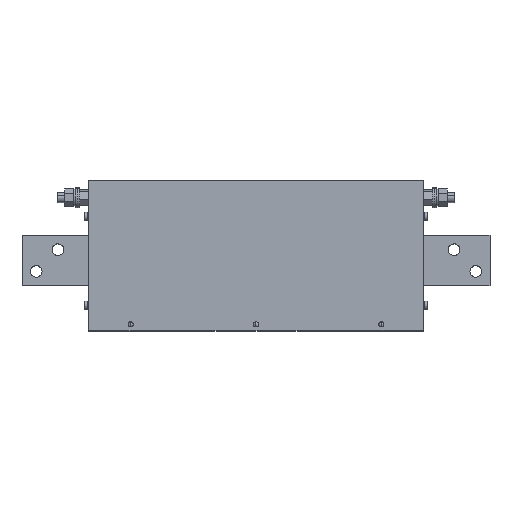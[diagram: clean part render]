
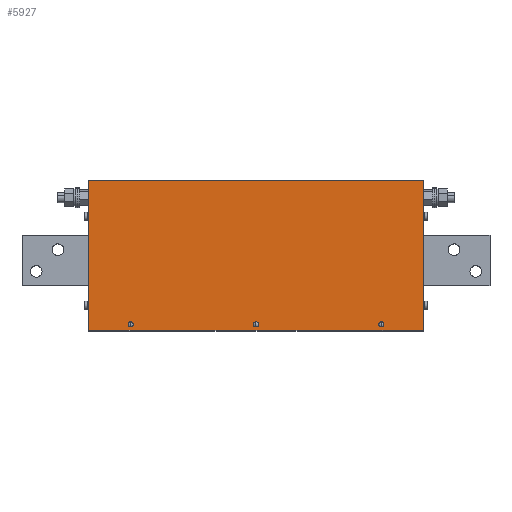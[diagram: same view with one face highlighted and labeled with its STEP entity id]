
A CAD part, top view. The second image highlights one B-rep face of the part: STEP entity #5927.
In plain terms, the highlighted planar face has unit normal (0, 0, 1).
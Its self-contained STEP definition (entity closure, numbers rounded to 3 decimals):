
#11 = CARTESIAN_POINT ( 'NONE',  ( 200., 90., 125. ) ) ;
#25 = CARTESIAN_POINT ( 'NONE',  ( -200., -89., 125. ) ) ;
#48 = ORIENTED_EDGE ( 'NONE', *, *, #5298, .F. ) ;
#137 = EDGE_CURVE ( 'NONE', #428, #5904, #6547, .T. ) ;
#152 = VERTEX_POINT ( 'NONE', #8525 ) ;
#167 = ORIENTED_EDGE ( 'NONE', *, *, #137, .F. ) ;
#210 = CARTESIAN_POINT ( 'NONE',  ( 200., -89., 125. ) ) ;
#213 = VERTEX_POINT ( 'NONE', #9230 ) ;
#406 = DIRECTION ( 'NONE',  ( 0., 0., 1. ) ) ;
#423 = CIRCLE ( 'NONE', #2064, 3.15 ) ;
#428 = VERTEX_POINT ( 'NONE', #11 ) ;
#448 = CARTESIAN_POINT ( 'NONE',  ( 0., -82., 125. ) ) ;
#654 = DIRECTION ( 'NONE',  ( 0., 1., 0. ) ) ;
#865 = ORIENTED_EDGE ( 'NONE', *, *, #7328, .T. ) ;
#1157 = DIRECTION ( 'NONE',  ( 0., 0., 1. ) ) ;
#1194 = CARTESIAN_POINT ( 'NONE',  ( -200., 90., 125. ) ) ;
#1254 = ORIENTED_EDGE ( 'NONE', *, *, #4346, .F. ) ;
#1265 = CARTESIAN_POINT ( 'NONE',  ( 200., -89., 125. ) ) ;
#1407 = EDGE_CURVE ( 'NONE', #5904, #5627, #6464, .T. ) ;
#1470 = CARTESIAN_POINT ( 'NONE',  ( 200., 90., 125. ) ) ;
#1552 = EDGE_LOOP ( 'NONE', ( #4058, #48 ) ) ;
#1823 = VECTOR ( 'NONE', #2054, 1000. ) ;
#1890 = LINE ( 'NONE', #1194, #2613 ) ;
#1935 = CARTESIAN_POINT ( 'NONE',  ( 150., -82., 125. ) ) ;
#2054 = DIRECTION ( 'NONE',  ( -1., 0., 0. ) ) ;
#2064 = AXIS2_PLACEMENT_3D ( 'NONE', #9105, #6983, #654 ) ;
#2352 = AXIS2_PLACEMENT_3D ( 'NONE', #6963, #1157, #8377 ) ;
#2467 = PLANE ( 'NONE',  #4203 ) ;
#2613 = VECTOR ( 'NONE', #8506, 1000. ) ;
#2650 = CARTESIAN_POINT ( 'NONE',  ( 3.15, -82., 125. ) ) ;
#2807 = CARTESIAN_POINT ( 'NONE',  ( 200., 90., 125. ) ) ;
#3022 = VERTEX_POINT ( 'NONE', #7157 ) ;
#3203 = EDGE_CURVE ( 'NONE', #3022, #8200, #4456, .T. ) ;
#3214 = AXIS2_PLACEMENT_3D ( 'NONE', #448, #8193, #7626 ) ;
#3232 = DIRECTION ( 'NONE',  ( 0., 1., 0. ) ) ;
#3368 = FACE_BOUND ( 'NONE', #8890, .T. ) ;
#3381 = EDGE_LOOP ( 'NONE', ( #8218, #7434, #167, #865 ) ) ;
#3784 = VERTEX_POINT ( 'NONE', #2650 ) ;
#3832 = AXIS2_PLACEMENT_3D ( 'NONE', #1935, #6478, #8034 ) ;
#3987 = AXIS2_PLACEMENT_3D ( 'NONE', #6994, #4782, #7661 ) ;
#3991 = FACE_OUTER_BOUND ( 'NONE', #3381, .T. ) ;
#4058 = ORIENTED_EDGE ( 'NONE', *, *, #9115, .F. ) ;
#4203 = AXIS2_PLACEMENT_3D ( 'NONE', #4831, #6071, #3232 ) ;
#4346 = EDGE_CURVE ( 'NONE', #8200, #3022, #9002, .T. ) ;
#4456 = CIRCLE ( 'NONE', #6571, 3.15 ) ;
#4730 = CARTESIAN_POINT ( 'NONE',  ( -200., 90., 125. ) ) ;
#4782 = DIRECTION ( 'NONE',  ( 0., 0., 1. ) ) ;
#4831 = CARTESIAN_POINT ( 'NONE',  ( 200., 90., 125. ) ) ;
#4934 = DIRECTION ( 'NONE',  ( 0., -1., 0. ) ) ;
#5298 = EDGE_CURVE ( 'NONE', #152, #7514, #423, .T. ) ;
#5396 = CARTESIAN_POINT ( 'NONE',  ( 153.15, -82., 125. ) ) ;
#5627 = VERTEX_POINT ( 'NONE', #25 ) ;
#5887 = ORIENTED_EDGE ( 'NONE', *, *, #3203, .F. ) ;
#5904 = VERTEX_POINT ( 'NONE', #210 ) ;
#5927 = ADVANCED_FACE ( 'NONE', ( #3368, #7711, #6162, #3991 ), #2467, .F. ) ;
#6071 = DIRECTION ( 'NONE',  ( 0., 0., -1. ) ) ;
#6082 = DIRECTION ( 'NONE',  ( 0., 1., 0. ) ) ;
#6162 = FACE_BOUND ( 'NONE', #7518, .T. ) ;
#6316 = CARTESIAN_POINT ( 'NONE',  ( -146.85, -82., 125. ) ) ;
#6361 = VERTEX_POINT ( 'NONE', #4730 ) ;
#6435 = DIRECTION ( 'NONE',  ( -1., 0., 0. ) ) ;
#6464 = LINE ( 'NONE', #1265, #1823 ) ;
#6478 = DIRECTION ( 'NONE',  ( 0., 0., 1. ) ) ;
#6547 = LINE ( 'NONE', #2807, #9187 ) ;
#6571 = AXIS2_PLACEMENT_3D ( 'NONE', #8859, #406, #6082 ) ;
#6963 = CARTESIAN_POINT ( 'NONE',  ( -150., -82., 125. ) ) ;
#6983 = DIRECTION ( 'NONE',  ( 0., 0., 1. ) ) ;
#6994 = CARTESIAN_POINT ( 'NONE',  ( 0., -82., 125. ) ) ;
#7157 = CARTESIAN_POINT ( 'NONE',  ( -153.15, -82., 125. ) ) ;
#7233 = ORIENTED_EDGE ( 'NONE', *, *, #9102, .F. ) ;
#7328 = EDGE_CURVE ( 'NONE', #428, #6361, #7896, .T. ) ;
#7434 = ORIENTED_EDGE ( 'NONE', *, *, #1407, .F. ) ;
#7514 = VERTEX_POINT ( 'NONE', #5396 ) ;
#7518 = EDGE_LOOP ( 'NONE', ( #1254, #5887 ) ) ;
#7626 = DIRECTION ( 'NONE',  ( 0., 1., 0. ) ) ;
#7661 = DIRECTION ( 'NONE',  ( 0., 1., 0. ) ) ;
#7668 = VECTOR ( 'NONE', #6435, 1000. ) ;
#7711 = FACE_BOUND ( 'NONE', #1552, .T. ) ;
#7731 = ORIENTED_EDGE ( 'NONE', *, *, #8437, .F. ) ;
#7737 = CIRCLE ( 'NONE', #3214, 3.15 ) ;
#7896 = LINE ( 'NONE', #1470, #7668 ) ;
#7897 = CIRCLE ( 'NONE', #3832, 3.15 ) ;
#8034 = DIRECTION ( 'NONE',  ( 0., 1., 0. ) ) ;
#8193 = DIRECTION ( 'NONE',  ( 0., 0., 1. ) ) ;
#8200 = VERTEX_POINT ( 'NONE', #6316 ) ;
#8218 = ORIENTED_EDGE ( 'NONE', *, *, #9003, .T. ) ;
#8377 = DIRECTION ( 'NONE',  ( 0., 1., 0. ) ) ;
#8437 = EDGE_CURVE ( 'NONE', #213, #3784, #7737, .T. ) ;
#8494 = CIRCLE ( 'NONE', #3987, 3.15 ) ;
#8506 = DIRECTION ( 'NONE',  ( 0., -1., 0. ) ) ;
#8525 = CARTESIAN_POINT ( 'NONE',  ( 146.85, -82., 125. ) ) ;
#8859 = CARTESIAN_POINT ( 'NONE',  ( -150., -82., 125. ) ) ;
#8890 = EDGE_LOOP ( 'NONE', ( #7233, #7731 ) ) ;
#9002 = CIRCLE ( 'NONE', #2352, 3.15 ) ;
#9003 = EDGE_CURVE ( 'NONE', #6361, #5627, #1890, .T. ) ;
#9102 = EDGE_CURVE ( 'NONE', #3784, #213, #8494, .T. ) ;
#9105 = CARTESIAN_POINT ( 'NONE',  ( 150., -82., 125. ) ) ;
#9115 = EDGE_CURVE ( 'NONE', #7514, #152, #7897, .T. ) ;
#9187 = VECTOR ( 'NONE', #4934, 1000. ) ;
#9230 = CARTESIAN_POINT ( 'NONE',  ( -3.15, -82., 125. ) ) ;
